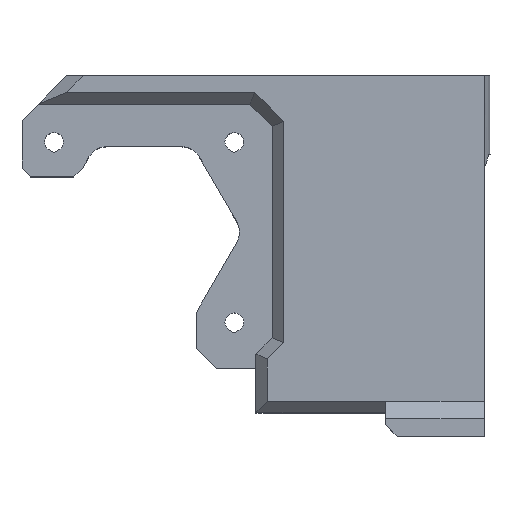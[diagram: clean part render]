
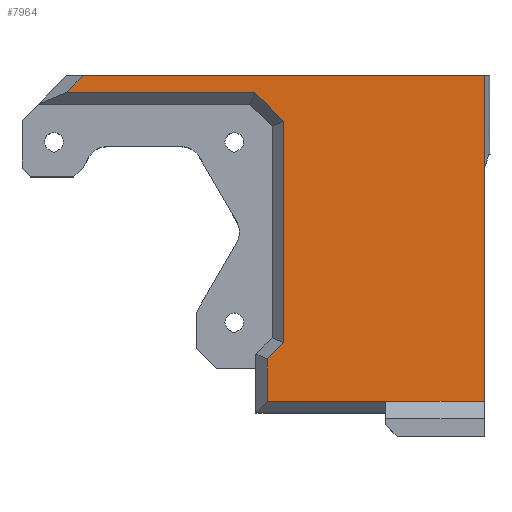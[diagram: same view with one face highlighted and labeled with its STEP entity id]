
A CAD part, top view. The second image highlights one B-rep face of the part: STEP entity #7964.
In plain terms, the highlighted planar face has unit normal (0, 0, 1).
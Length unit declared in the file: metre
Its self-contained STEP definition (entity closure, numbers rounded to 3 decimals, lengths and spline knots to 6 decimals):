
#1899=ORIENTED_EDGE('',*,*,#3350,.T.);
#1900=ORIENTED_EDGE('',*,*,#3351,.T.);
#1901=ORIENTED_EDGE('',*,*,#3352,.F.);
#1902=ORIENTED_EDGE('',*,*,#2469,.F.);
#1903=ORIENTED_EDGE('',*,*,#3233,.T.);
#1904=ORIENTED_EDGE('',*,*,#3230,.T.);
#1905=ORIENTED_EDGE('',*,*,#3227,.T.);
#1906=ORIENTED_EDGE('',*,*,#3225,.T.);
#1907=ORIENTED_EDGE('',*,*,#3223,.T.);
#1908=ORIENTED_EDGE('',*,*,#3349,.T.);
#2469=EDGE_CURVE('',#3590,#3591,#4321,.T.);
#3223=EDGE_CURVE('',#4090,#4089,#4955,.T.);
#3225=EDGE_CURVE('',#4091,#4090,#4957,.T.);
#3227=EDGE_CURVE('',#4092,#4091,#4959,.T.);
#3230=EDGE_CURVE('',#4093,#4092,#4962,.T.);
#3233=EDGE_CURVE('',#3590,#4093,#4965,.T.);
#3349=EDGE_CURVE('',#4089,#4158,#5078,.T.);
#3350=EDGE_CURVE('',#4158,#4159,#5079,.T.);
#3351=EDGE_CURVE('',#4159,#4160,#5080,.T.);
#3352=EDGE_CURVE('',#3591,#4160,#5081,.T.);
#3590=VERTEX_POINT('',#10784);
#3591=VERTEX_POINT('',#10786);
#4089=VERTEX_POINT('',#12501);
#4090=VERTEX_POINT('',#12503);
#4091=VERTEX_POINT('',#12507);
#4092=VERTEX_POINT('',#12511);
#4093=VERTEX_POINT('',#12515);
#4158=VERTEX_POINT('',#12746);
#4159=VERTEX_POINT('',#12750);
#4160=VERTEX_POINT('',#12752);
#4321=LINE('',#10785,#5311);
#4955=LINE('',#12502,#5945);
#4957=LINE('',#12506,#5947);
#4959=LINE('',#12510,#5949);
#4962=LINE('',#12516,#5952);
#4965=LINE('',#12521,#5955);
#5078=LINE('',#12747,#6068);
#5079=LINE('',#12749,#6069);
#5080=LINE('',#12751,#6070);
#5081=LINE('',#12753,#6071);
#5311=VECTOR('',#8686,1.);
#5945=VECTOR('',#10044,1.);
#5947=VECTOR('',#10048,1.);
#5949=VECTOR('',#10052,1.);
#5952=VECTOR('',#10057,1.);
#5955=VECTOR('',#10064,1.);
#6068=VECTOR('',#10273,1.);
#6069=VECTOR('',#10276,1.);
#6070=VECTOR('',#10277,1.);
#6071=VECTOR('',#10278,1.);
#6638=EDGE_LOOP('',(#1899,#1900,#1901,#1902,#1903,#1904,#1905,#1906,#1907,
#1908));
#7120=FACE_BOUND('',#6638,.T.);
#7529=PLANE('',#8531);
#7964=ADVANCED_FACE('',(#7120),#7529,.F.);
#8531=AXIS2_PLACEMENT_3D('',#12748,#10274,#10275);
#8686=DIRECTION('',(1.,0.,0.));
#10044=DIRECTION('',(-0.707,-0.707,0.));
#10048=DIRECTION('',(0.,-1.,0.));
#10052=DIRECTION('',(0.707,-0.707,0.));
#10057=DIRECTION('',(1.,0.,0.));
#10064=DIRECTION('',(-0.707,-0.707,0.));
#10273=DIRECTION('',(0.,-1.,0.));
#10274=DIRECTION('',(0.,0.,-1.));
#10275=DIRECTION('',(1.,0.,0.));
#10276=DIRECTION('',(1.,0.,0.));
#10277=DIRECTION('',(1.,0.,0.));
#10278=DIRECTION('',(0.,-1.,0.));
#10784=CARTESIAN_POINT('',(0.012171,0.22691,0.36629));
#10785=CARTESIAN_POINT('',(0.041845,0.22691,0.36629));
#10786=CARTESIAN_POINT('',(0.081135,0.22691,0.36629));
#12501=CARTESIAN_POINT('',(0.043845,0.178199,0.36629));
#12502=CARTESIAN_POINT('',(0.05523,0.189584,0.36629));
#12503=CARTESIAN_POINT('',(0.046635,0.180989,0.36629));
#12506=CARTESIAN_POINT('',(0.046635,0.204364,0.36629));
#12507=CARTESIAN_POINT('',(0.046635,0.219031,0.36629));
#12510=CARTESIAN_POINT('',(0.041271,0.224395,0.36629));
#12511=CARTESIAN_POINT('',(0.041656,0.22401,0.36629));
#12515=CARTESIAN_POINT('',(0.009271,0.22401,0.36629));
#12516=CARTESIAN_POINT('',(0.023144,0.22401,0.36629));
#12521=CARTESIAN_POINT('',(0.018882,0.233621,0.36629));
#12746=CARTESIAN_POINT('',(0.043845,0.17091,0.36629));
#12747=CARTESIAN_POINT('',(0.043845,0.22691,0.36629));
#12748=CARTESIAN_POINT('',(0.041845,0.22691,0.36629));
#12749=CARTESIAN_POINT('',(0.051668,0.17091,0.36629));
#12750=CARTESIAN_POINT('',(0.064135,0.17091,0.36629));
#12751=CARTESIAN_POINT('',(0.051668,0.17091,0.36629));
#12752=CARTESIAN_POINT('',(0.081135,0.17091,0.36629));
#12753=CARTESIAN_POINT('',(0.081135,0.22691,0.36629));
